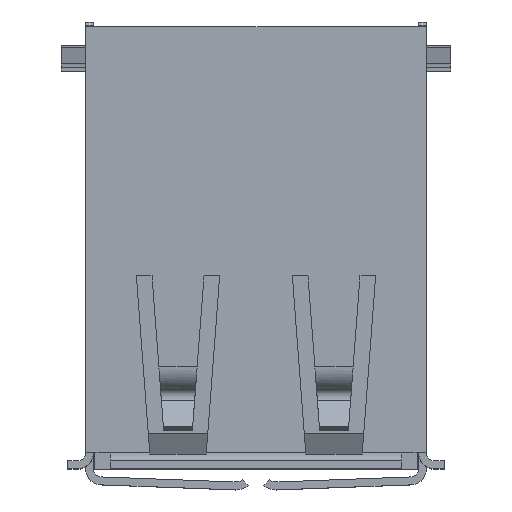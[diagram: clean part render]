
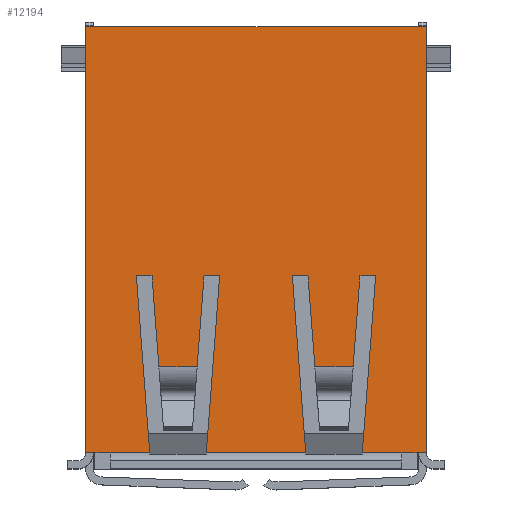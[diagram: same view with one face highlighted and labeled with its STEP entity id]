
A CAD part, top view. The second image highlights one B-rep face of the part: STEP entity #12194.
In plain terms, the highlighted planar face has unit normal (0, 0, 1).
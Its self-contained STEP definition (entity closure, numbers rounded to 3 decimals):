
#6371=CARTESIAN_POINT('',(-6.555,2.7,15.493));
#6372=VERTEX_POINT('',#6371);
#6379=CARTESIAN_POINT('',(6.555,2.7,15.493));
#6380=VERTEX_POINT('',#6379);
#6381=CARTESIAN_POINT('',(6.555,2.7,15.493));
#6382=DIRECTION('',(-1.0,0.0,0.0));
#6383=VECTOR('',#6382,13.11);
#6384=LINE('',#6381,#6383);
#6385=EDGE_CURVE('',#6380,#6372,#6384,.T.);
#11741=CARTESIAN_POINT('',(-6.555,-13.68,15.493));
#11742=VERTEX_POINT('',#11741);
#11749=CARTESIAN_POINT('',(-6.555,-13.68,15.493));
#11750=DIRECTION('',(0.0,1.0,0.0));
#11751=VECTOR('',#11750,16.38);
#11752=LINE('',#11749,#11751);
#11753=EDGE_CURVE('',#11742,#6372,#11752,.T.);
#12027=CARTESIAN_POINT('',(7.21,3.519,15.493));
#12028=DIRECTION('',(0.0,0.0,1.0));
#12029=DIRECTION('',(0.0,-1.0,0.0));
#12030=AXIS2_PLACEMENT_3D('',#12027,#12028,#12029);
#12031=PLANE('',#12030);
#12032=CARTESIAN_POINT('',(-2.,-6.88,15.493));
#12033=VERTEX_POINT('',#12032);
#12034=CARTESIAN_POINT('',(-2.264,-10.379,15.493));
#12035=VERTEX_POINT('',#12034);
#12036=CARTESIAN_POINT('',(-2.,-6.88,15.493));
#12037=DIRECTION('',(-0.075,-0.997,0.0));
#12038=VECTOR('',#12037,3.509);
#12039=LINE('',#12036,#12038);
#12040=EDGE_CURVE('',#12033,#12035,#12039,.T.);
#12041=ORIENTED_EDGE('',*,*,#12040,.F.);
#12042=CARTESIAN_POINT('',(-1.398,-6.88,15.493));
#12043=VERTEX_POINT('',#12042);
#12044=CARTESIAN_POINT('',(-1.398,-6.88,15.493));
#12045=DIRECTION('',(-1.0,0.0,0.0));
#12046=VECTOR('',#12045,0.602);
#12047=LINE('',#12044,#12046);
#12048=EDGE_CURVE('',#12043,#12033,#12047,.T.);
#12049=ORIENTED_EDGE('',*,*,#12048,.F.);
#12050=CARTESIAN_POINT('',(-1.912,-13.68,15.493));
#12051=VERTEX_POINT('',#12050);
#12052=CARTESIAN_POINT('',(-1.912,-13.68,15.493));
#12053=DIRECTION('',(0.075,0.997,0.0));
#12054=VECTOR('',#12053,6.819);
#12055=LINE('',#12052,#12054);
#12056=EDGE_CURVE('',#12051,#12043,#12055,.T.);
#12057=ORIENTED_EDGE('',*,*,#12056,.F.);
#12058=CARTESIAN_POINT('',(1.912,-13.68,15.493));
#12059=VERTEX_POINT('',#12058);
#12060=CARTESIAN_POINT('',(-1.912,-13.68,15.493));
#12061=DIRECTION('',(1.0,0.0,0.0));
#12062=VECTOR('',#12061,3.823);
#12063=LINE('',#12060,#12062);
#12064=EDGE_CURVE('',#12051,#12059,#12063,.T.);
#12065=ORIENTED_EDGE('',*,*,#12064,.T.);
#12066=CARTESIAN_POINT('',(1.398,-6.88,15.493));
#12067=VERTEX_POINT('',#12066);
#12068=CARTESIAN_POINT('',(1.912,-13.68,15.493));
#12069=DIRECTION('',(-0.075,0.997,0.));
#12070=VECTOR('',#12069,6.819);
#12071=LINE('',#12068,#12070);
#12072=EDGE_CURVE('',#12059,#12067,#12071,.T.);
#12073=ORIENTED_EDGE('',*,*,#12072,.T.);
#12074=CARTESIAN_POINT('',(2.,-6.88,15.493));
#12075=VERTEX_POINT('',#12074);
#12076=CARTESIAN_POINT('',(2.,-6.88,15.493));
#12077=DIRECTION('',(-1.0,0.0,0.0));
#12078=VECTOR('',#12077,0.602);
#12079=LINE('',#12076,#12078);
#12080=EDGE_CURVE('',#12075,#12067,#12079,.T.);
#12081=ORIENTED_EDGE('',*,*,#12080,.F.);
#12082=CARTESIAN_POINT('',(2.264,-10.379,15.493));
#12083=VERTEX_POINT('',#12082);
#12084=CARTESIAN_POINT('',(2.264,-10.379,15.493));
#12085=DIRECTION('',(-0.075,0.997,0.0));
#12086=VECTOR('',#12085,3.509);
#12087=LINE('',#12084,#12086);
#12088=EDGE_CURVE('',#12083,#12075,#12087,.T.);
#12089=ORIENTED_EDGE('',*,*,#12088,.F.);
#12090=CARTESIAN_POINT('',(3.736,-10.379,15.493));
#12091=VERTEX_POINT('',#12090);
#12092=CARTESIAN_POINT('',(3.736,-10.379,15.493));
#12093=DIRECTION('',(-1.0,0.0,0.0));
#12094=VECTOR('',#12093,1.472);
#12095=LINE('',#12092,#12094);
#12096=EDGE_CURVE('',#12091,#12083,#12095,.T.);
#12097=ORIENTED_EDGE('',*,*,#12096,.F.);
#12098=CARTESIAN_POINT('',(4.,-6.88,15.493));
#12099=VERTEX_POINT('',#12098);
#12100=CARTESIAN_POINT('',(4.,-6.88,15.493));
#12101=DIRECTION('',(-0.075,-0.997,0.0));
#12102=VECTOR('',#12101,3.509);
#12103=LINE('',#12100,#12102);
#12104=EDGE_CURVE('',#12099,#12091,#12103,.T.);
#12105=ORIENTED_EDGE('',*,*,#12104,.F.);
#12106=CARTESIAN_POINT('',(4.602,-6.88,15.493));
#12107=VERTEX_POINT('',#12106);
#12108=CARTESIAN_POINT('',(4.602,-6.88,15.493));
#12109=DIRECTION('',(-1.0,0.0,0.0));
#12110=VECTOR('',#12109,0.602);
#12111=LINE('',#12108,#12110);
#12112=EDGE_CURVE('',#12107,#12099,#12111,.T.);
#12113=ORIENTED_EDGE('',*,*,#12112,.F.);
#12114=CARTESIAN_POINT('',(4.088,-13.68,15.493));
#12115=VERTEX_POINT('',#12114);
#12116=CARTESIAN_POINT('',(4.088,-13.68,15.493));
#12117=DIRECTION('',(0.075,0.997,0.0));
#12118=VECTOR('',#12117,6.819);
#12119=LINE('',#12116,#12118);
#12120=EDGE_CURVE('',#12115,#12107,#12119,.T.);
#12121=ORIENTED_EDGE('',*,*,#12120,.F.);
#12122=CARTESIAN_POINT('',(5.6,-13.68,15.493));
#12123=VERTEX_POINT('',#12122);
#12124=CARTESIAN_POINT('',(4.088,-13.68,15.493));
#12125=DIRECTION('',(1.0,0.0,0.0));
#12126=VECTOR('',#12125,1.512);
#12127=LINE('',#12124,#12126);
#12128=EDGE_CURVE('',#12115,#12123,#12127,.T.);
#12129=ORIENTED_EDGE('',*,*,#12128,.T.);
#12130=CARTESIAN_POINT('',(6.555,-13.68,15.493));
#12131=VERTEX_POINT('',#12130);
#12132=CARTESIAN_POINT('',(6.555,-13.68,15.493));
#12133=DIRECTION('',(-1.0,0.0,0.0));
#12134=VECTOR('',#12133,0.955);
#12135=LINE('',#12132,#12134);
#12136=EDGE_CURVE('',#12131,#12123,#12135,.T.);
#12137=ORIENTED_EDGE('',*,*,#12136,.F.);
#12138=CARTESIAN_POINT('',(6.555,-13.68,15.493));
#12139=DIRECTION('',(0.0,1.0,0.0));
#12140=VECTOR('',#12139,16.38);
#12141=LINE('',#12138,#12140);
#12142=EDGE_CURVE('',#12131,#6380,#12141,.T.);
#12143=ORIENTED_EDGE('',*,*,#12142,.T.);
#12144=ORIENTED_EDGE('',*,*,#6385,.T.);
#12145=ORIENTED_EDGE('',*,*,#11753,.F.);
#12146=CARTESIAN_POINT('',(-5.6,-13.68,15.493));
#12147=VERTEX_POINT('',#12146);
#12148=CARTESIAN_POINT('',(-5.6,-13.68,15.493));
#12149=DIRECTION('',(-1.0,0.0,0.0));
#12150=VECTOR('',#12149,0.955);
#12151=LINE('',#12148,#12150);
#12152=EDGE_CURVE('',#12147,#11742,#12151,.T.);
#12153=ORIENTED_EDGE('',*,*,#12152,.F.);
#12154=CARTESIAN_POINT('',(-4.088,-13.68,15.493));
#12155=VERTEX_POINT('',#12154);
#12156=CARTESIAN_POINT('',(-5.6,-13.68,15.493));
#12157=DIRECTION('',(1.0,0.0,0.0));
#12158=VECTOR('',#12157,1.512);
#12159=LINE('',#12156,#12158);
#12160=EDGE_CURVE('',#12147,#12155,#12159,.T.);
#12161=ORIENTED_EDGE('',*,*,#12160,.T.);
#12162=CARTESIAN_POINT('',(-4.602,-6.88,15.493));
#12163=VERTEX_POINT('',#12162);
#12164=CARTESIAN_POINT('',(-4.088,-13.68,15.493));
#12165=DIRECTION('',(-0.075,0.997,0.));
#12166=VECTOR('',#12165,6.819);
#12167=LINE('',#12164,#12166);
#12168=EDGE_CURVE('',#12155,#12163,#12167,.T.);
#12169=ORIENTED_EDGE('',*,*,#12168,.T.);
#12170=CARTESIAN_POINT('',(-4.,-6.88,15.493));
#12171=VERTEX_POINT('',#12170);
#12172=CARTESIAN_POINT('',(-4.,-6.88,15.493));
#12173=DIRECTION('',(-1.0,0.0,0.0));
#12174=VECTOR('',#12173,0.602);
#12175=LINE('',#12172,#12174);
#12176=EDGE_CURVE('',#12171,#12163,#12175,.T.);
#12177=ORIENTED_EDGE('',*,*,#12176,.F.);
#12178=CARTESIAN_POINT('',(-3.736,-10.379,15.493));
#12179=VERTEX_POINT('',#12178);
#12180=CARTESIAN_POINT('',(-3.736,-10.379,15.493));
#12181=DIRECTION('',(-0.075,0.997,0.0));
#12182=VECTOR('',#12181,3.509);
#12183=LINE('',#12180,#12182);
#12184=EDGE_CURVE('',#12179,#12171,#12183,.T.);
#12185=ORIENTED_EDGE('',*,*,#12184,.F.);
#12186=CARTESIAN_POINT('',(-3.736,-10.379,15.493));
#12187=DIRECTION('',(1.0,0.0,0.0));
#12188=VECTOR('',#12187,1.472);
#12189=LINE('',#12186,#12188);
#12190=EDGE_CURVE('',#12179,#12035,#12189,.T.);
#12191=ORIENTED_EDGE('',*,*,#12190,.T.);
#12192=EDGE_LOOP('',(#12041,#12049,#12057,#12065,#12073,#12081,#12089,#12097,#12105,#12113,#12121,#12129,#12137,#12143,#12144,#12145,#12153,#12161,#12169,#12177,#12185,#12191));
#12193=FACE_OUTER_BOUND('',#12192,.T.);
#12194=ADVANCED_FACE('',(#12193),#12031,.T.);
